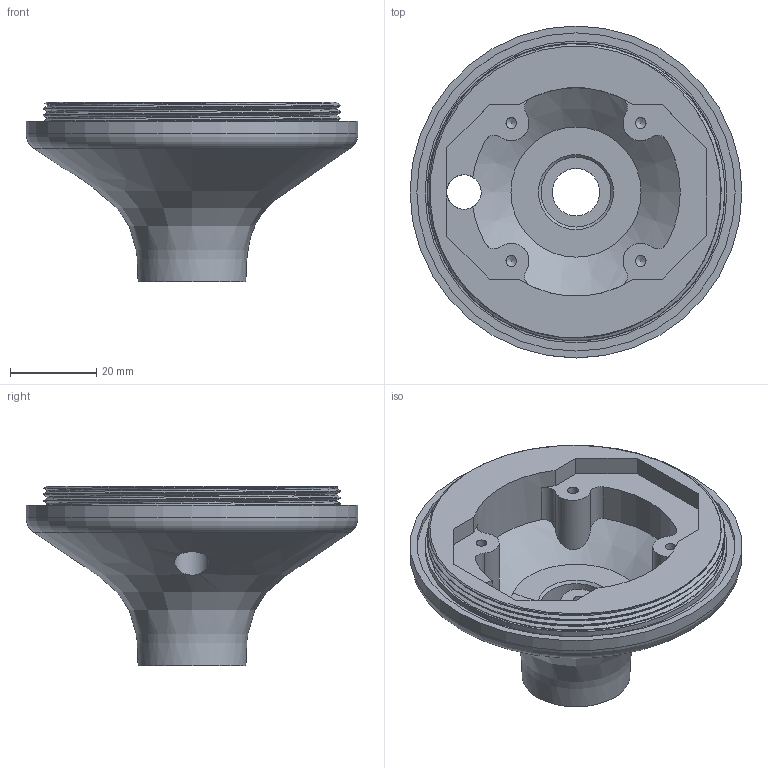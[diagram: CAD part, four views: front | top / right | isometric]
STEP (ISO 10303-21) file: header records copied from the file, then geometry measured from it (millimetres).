
FILE_DESCRIPTION(/* description */ ('STEP AP242','CAx-IF Rec.Pracs.---Representation and Presentation of Product Manufacturing Information (PMI)---4.0---2014-10-13','CAx-IF Rec.Pracs.---3D Tessellated Geometry---0.4---2014-09-14','2;1'),/* implementation_level */ '2;1');
FILE_NAME(/* name */ '68d7c86c0fc1e4b58972a1ed',/* time_stamp */ '2025-09-27T11:20:13Z',/* author */ (''),/* organization */ (''),/* preprocessor_version */ 'ST-DEVELOPER v20',/* originating_system */ 'ONSHAPE BY PTC INC, 1.204',/* authorisation */ ' ');
FILE_SCHEMA (('AP242_MANAGED_MODEL_BASED_3D_ENGINEERING_MIM_LF { 1 0 10303 442 1 1 4 }'));
Length unit declared in the file: metre
Products named in the file (1): Lower body
Bounding box: 77 x 77 x 41.6 mm (x, y, z)
Volume: 49031.1 mm3; surface area: 18389.4 mm2
Topology: 1 solids, 1 shells, 63 faces, 162 edges, 106 vertices
Faces by surface type: cylinder 29, plane 21, cone 8, bspline 4, torus 1
Full cylindrical faces by diameter (mm): 2.5 x4, 8 x1, 11 x1, 13.2 x1, 16.2 x1, 70 x1, 73.8 x1, 77 x1
Entity records: 2657 total; most frequent: CARTESIAN_POINT 1237, DIRECTION 283, ORIENTED_EDGE 266, EDGE_CURVE 133, AXIS2_PLACEMENT_3D 116, VERTEX_POINT 101, FACE_BOUND 96, EDGE_LOOP 92
